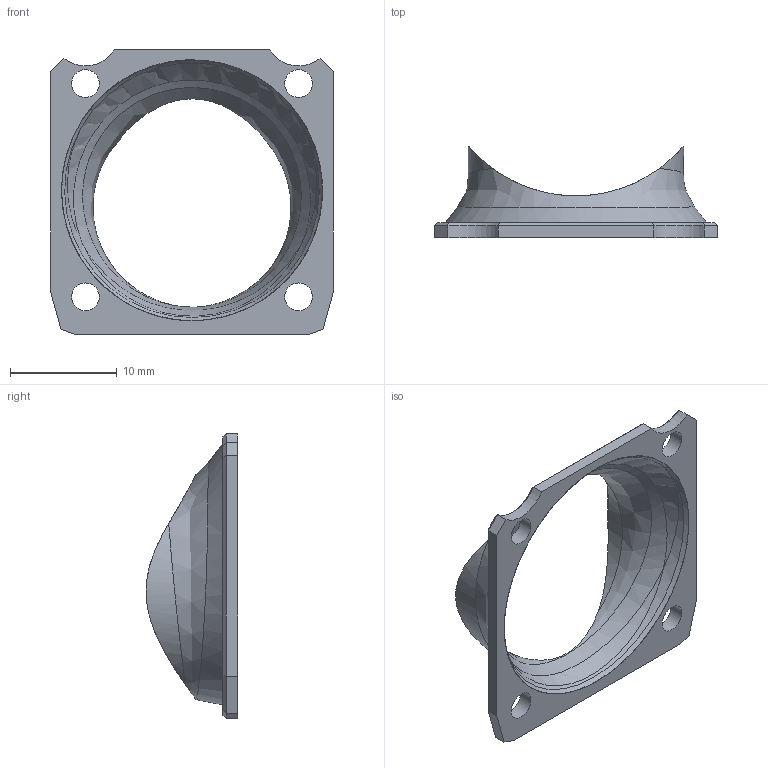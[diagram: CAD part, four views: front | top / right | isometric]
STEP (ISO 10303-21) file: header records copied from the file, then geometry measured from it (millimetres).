
FILE_DESCRIPTION(/* description */ (''),/* implementation_level */ '2;1');
FILE_NAME(/* name */ 'dsadsa.step',/* time_stamp */ '2025-08-21T09:16:10Z',/* author */ (''),/* organization */ (''),/* preprocessor_version */ 'ST-DEVELOPER v20.1',/* originating_system */ 'Autodesk Translation Framework v14.10.0.0',/* authorisation */ '');
FILE_SCHEMA (('AUTOMOTIVE_DESIGN { 1 0 10303 214 3 1 1 }'));
Length unit declared in the file: millimetre
Products named in the file (1): (Unsaved)
Bounding box: 26.5 x 8.61 x 26.7 mm (x, y, z)
Volume: 557.1 mm3; surface area: 1430.2 mm2
Topology: 1 solids, 1 shells, 45 faces, 119 edges, 74 vertices
Faces by surface type: plane 23, cylinder 11, bspline 7, cone 4
Full cylindrical faces by diameter (mm): 2.6 x4
Entity records: 2023 total; most frequent: CARTESIAN_POINT 933, ORIENTED_EDGE 230, DIRECTION 188, EDGE_CURVE 115, VERTEX_POINT 74, AXIS2_PLACEMENT_3D 66, EDGE_LOOP 57, LINE 56
